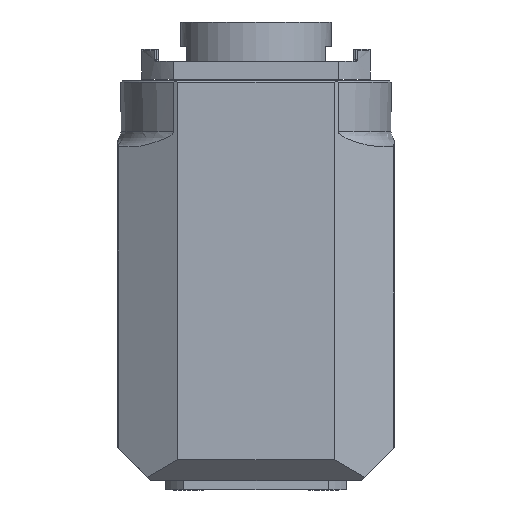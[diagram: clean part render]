
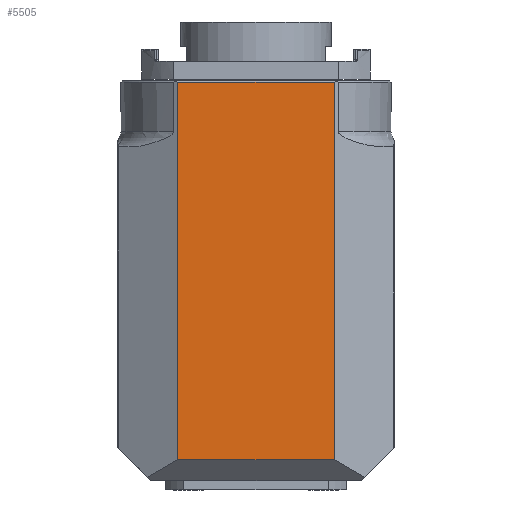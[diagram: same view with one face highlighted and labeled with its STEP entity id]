
A CAD part, left-side view. The second image highlights one B-rep face of the part: STEP entity #5505.
In plain terms, the highlighted planar face has unit normal (-1, 0, 0).
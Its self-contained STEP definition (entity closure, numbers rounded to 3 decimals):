
#594=DIRECTION('',(0.,-1.,0.));
#595=VECTOR('',#594,52.);
#596=CARTESIAN_POINT('',(-126.5,26.,-54.));
#597=LINE('',#596,#595);
#598=DIRECTION('',(0.,0.,1.));
#599=VECTOR('',#598,125.5);
#600=CARTESIAN_POINT('',(-126.5,26.,-54.));
#601=LINE('',#600,#599);
#602=DIRECTION('',(0.,1.,0.));
#603=VECTOR('',#602,52.);
#604=CARTESIAN_POINT('',(-126.5,-26.,71.5));
#605=LINE('',#604,#603);
#606=DIRECTION('',(0.,0.,1.));
#607=VECTOR('',#606,125.5);
#608=CARTESIAN_POINT('',(-126.5,-26.,-54.));
#609=LINE('',#608,#607);
#4139=CARTESIAN_POINT('',(-126.5,-26.,71.5));
#4140=CARTESIAN_POINT('',(-126.5,26.,71.5));
#4141=VERTEX_POINT('',#4139);
#4142=VERTEX_POINT('',#4140);
#4143=CARTESIAN_POINT('',(-126.5,-26.,-54.));
#4145=VERTEX_POINT('',#4143);
#4153=CARTESIAN_POINT('',(-126.5,26.,-54.));
#4154=VERTEX_POINT('',#4153);
#5492=CARTESIAN_POINT('',(-126.5,0.,0.));
#5493=DIRECTION('',(1.,0.,0.));
#5494=DIRECTION('',(0.,1.,0.));
#5495=AXIS2_PLACEMENT_3D('',#5492,#5493,#5494);
#5496=PLANE('',#5495);
#5497=ORIENTED_EDGE('',*,*,#5464,.F.);
#5499=ORIENTED_EDGE('',*,*,#5498,.T.);
#5501=ORIENTED_EDGE('',*,*,#5500,.F.);
#5502=ORIENTED_EDGE('',*,*,#5475,.F.);
#5503=EDGE_LOOP('',(#5497,#5499,#5501,#5502));
#5504=FACE_OUTER_BOUND('',#5503,.F.);
#5505=ADVANCED_FACE('',(#5504),#5496,.F.);
#5464=EDGE_CURVE('',#4154,#4145,#597,.T.);
#5475=EDGE_CURVE('',#4145,#4141,#609,.T.);
#5498=EDGE_CURVE('',#4154,#4142,#601,.T.);
#5500=EDGE_CURVE('',#4141,#4142,#605,.T.);
